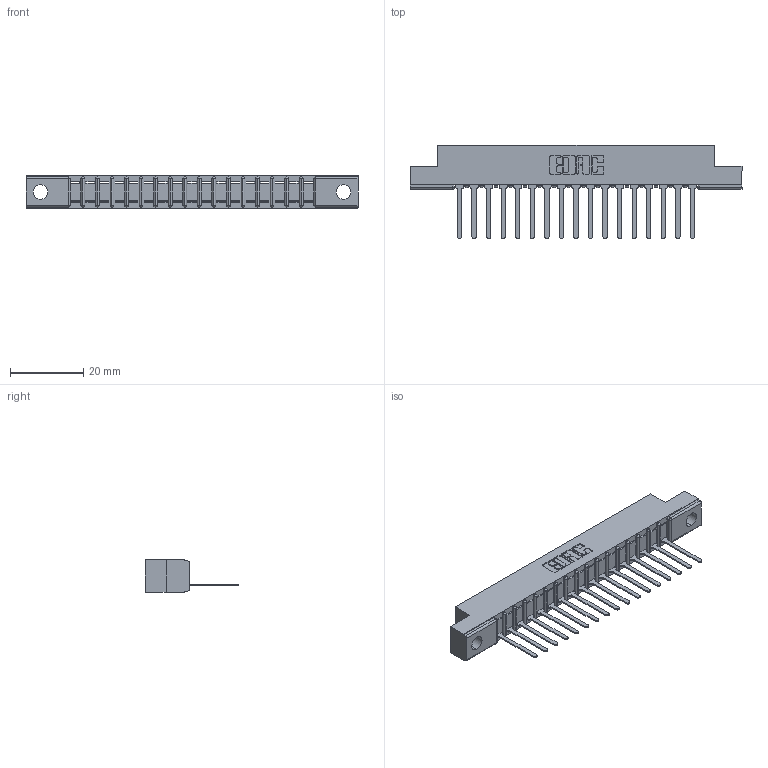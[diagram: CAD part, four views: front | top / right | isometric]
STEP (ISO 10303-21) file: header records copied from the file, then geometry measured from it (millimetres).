
FILE_DESCRIPTION (( 'STEP AP203' ), '1' );
FILE_NAME ('307-017-447-102.STEP', '2020-09-25T21:18:22', ( '' ), ( '' ), 'SwSTEP 2.0', 'SolidWorks 2020', '' );
FILE_SCHEMA (( 'CONFIG_CONTROL_DESIGN' ));
Length unit declared in the file: inch
Products named in the file (3): 307-290-001_547; 307-017-447-102; 307 Part_.128 Dia Mounting Holes
Assembly tree (18 placements, depth 2):
  307-017-447-102
    307 Part_.128 Dia Mounting Holes
    307-290-001_547  x17
Bounding box: 90.37 x 25.43 x 8.71 mm (x, y, z)
Volume: 5669.7 mm3; surface area: 8667 mm2
Topology: 18 solids, 18 shells, 1088 faces, 3077 edges, 1978 vertices
Faces by surface type: plane 699, cylinder 353, sphere 36
Entity records: 17626 total; most frequent: CARTESIAN_POINT 2960, ORIENTED_EDGE 2946, DIRECTION 2893, EDGE_CURVE 1473, LINE 1119, VECTOR 1119, VERTEX_POINT 954, AXIS2_PLACEMENT_3D 887
